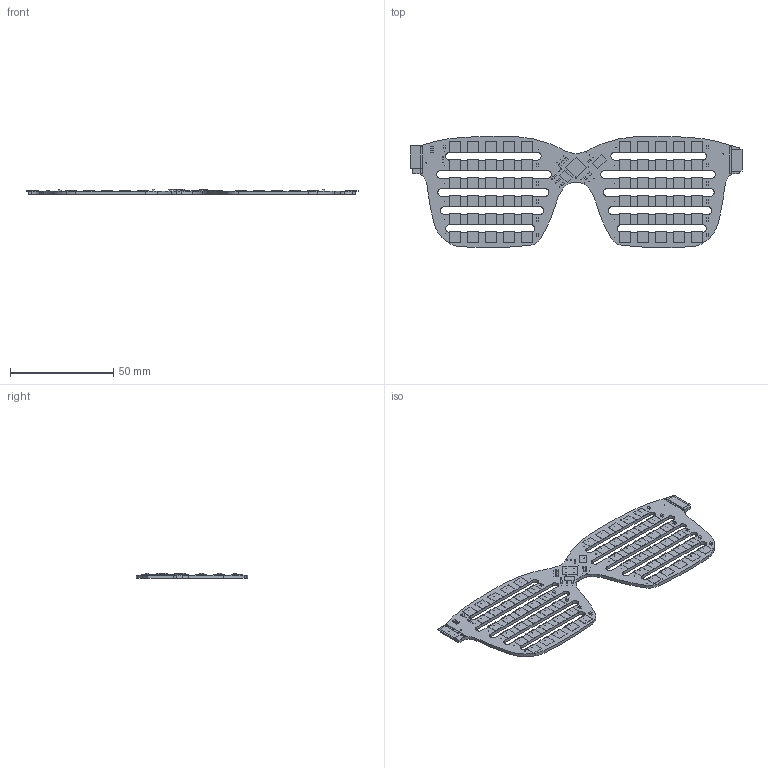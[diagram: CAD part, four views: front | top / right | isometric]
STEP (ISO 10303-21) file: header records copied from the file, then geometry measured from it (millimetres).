
FILE_DESCRIPTION(/* description */ (''),/* implementation_level */ '2;1');
FILE_NAME(/* name */ 'b76ba285-a37f-4dfd-b5c9-b0ebe545d34f.stp',/* time_stamp */ '2021-09-07T01:29:11+00:00',/* author */ (''),/* organization */ (''),/* preprocessor_version */ 'ST-DEVELOPER v18.1',/* originating_system */ 'Autodesk Translation Framework v10.10.0.1391',/* authorisation */ '');
FILE_SCHEMA (('AUTOMOTIVE_DESIGN { 1 0 10303 214 3 1 1 }'));
Length unit declared in the file: millimetre
Products named in the file (14): b76ba285-a37f-4dfd-b5c9-b0ebe545d34f; PCB Component; Board; 10u; WS2812; SIGNATURE; LOGO_SILKSCREEN; 1k; USB-B-MICRO-SMD; ECS-160-20-3X-TR; 32U4; JST-ZH-5SMD-RA; GLASSES_HINGE; MOMENTARY-SWITCH-SPST-SMD-6.0X3.5MM
Assembly tree (95 placements, depth 3):
  b76ba285-a37f-4dfd-b5c9-b0ebe545d34f
    PCB Component
      Board
      10u  x20
      WS2812  x60
      SIGNATURE
      LOGO_SILKSCREEN
      1k  x4
      USB-B-MICRO-SMD
      ECS-160-20-3X-TR
      32U4
      JST-ZH-5SMD-RA
      GLASSES_HINGE  x2
      MOMENTARY-SWITCH-SPST-SMD-6.0X3.5MM
Bounding box: 160.72 x 53.94 x 2.57 mm (x, y, z)
Volume: 7870.9 mm3; surface area: 16689.7 mm2
Topology: 94 solids, 94 shells, 1119 faces, 2577 edges, 1654 vertices
Faces by surface type: plane 786, cylinder 269, sphere 64
Full cylindrical faces by diameter (mm): 0.2 x103, 0.35 x10, 0.85 x2, 1 x4
Entity records: 11956 total; most frequent: DIRECTION 2111, CARTESIAN_POINT 1833, ORIENTED_EDGE 1698, EDGE_CURVE 849, AXIS2_PLACEMENT_3D 828, EDGE_LOOP 585, VERTEX_POINT 550, LINE 455
